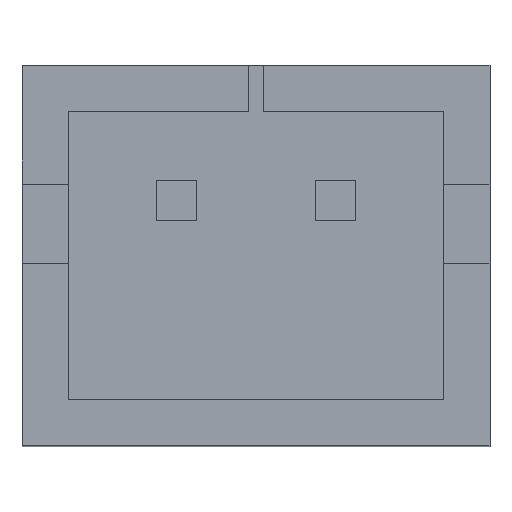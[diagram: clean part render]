
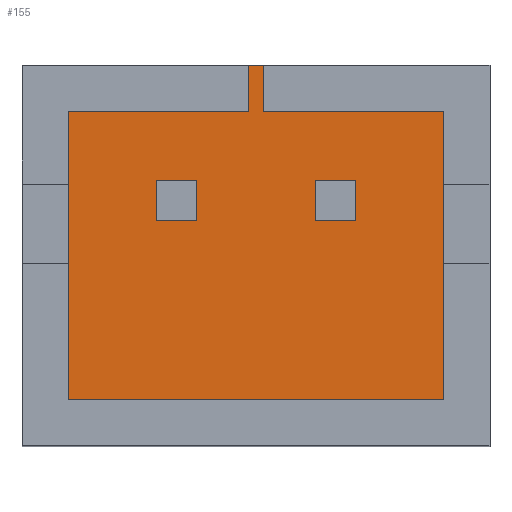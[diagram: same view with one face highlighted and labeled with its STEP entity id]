
A CAD part, top view. The second image highlights one B-rep face of the part: STEP entity #155.
In plain terms, the highlighted planar face has unit normal (0, 0, 1).
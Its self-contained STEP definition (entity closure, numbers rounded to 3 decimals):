
#26 = ORIENTED_EDGE ( 'NONE', *, *, #1192, .T. ) ;
#118 = EDGE_CURVE ( 'NONE', #1654, #261, #1660, .T. ) ;
#122 = CARTESIAN_POINT ( 'NONE',  ( 2.95, -2.4, 2. ) ) ;
#133 = ORIENTED_EDGE ( 'NONE', *, *, #140, .F. ) ;
#140 = EDGE_CURVE ( 'NONE', #261, #1550, #379, .T. ) ;
#147 = CARTESIAN_POINT ( 'NONE',  ( -0.1, 2.401, 2. ) ) ;
#155 = ADVANCED_FACE ( 'NONE', ( #946, #1414 ), #1042, .F. ) ;
#180 = EDGE_CURVE ( 'NONE', #296, #1115, #647, .T. ) ;
#187 = VECTOR ( 'NONE', #1340, 1000. ) ;
#196 = CARTESIAN_POINT ( 'NONE',  ( 2.95, -1.82, 2. ) ) ;
#197 = ORIENTED_EDGE ( 'NONE', *, *, #118, .F. ) ;
#201 = VERTEX_POINT ( 'NONE', #273 ) ;
#207 = EDGE_CURVE ( 'NONE', #1568, #277, #827, .T. ) ;
#209 = VECTOR ( 'NONE', #228, 1000. ) ;
#220 = ORIENTED_EDGE ( 'NONE', *, *, #459, .F. ) ;
#228 = DIRECTION ( 'NONE',  ( -1., 0., 0. ) ) ;
#236 = EDGE_LOOP ( 'NONE', ( #742, #375, #1566, #1282, #1719, #1106, #1594, #1001, #1697, #220, #26, #543 ) ) ;
#246 = CARTESIAN_POINT ( 'NONE',  ( 0.746, -2.4, 2. ) ) ;
#249 = CARTESIAN_POINT ( 'NONE',  ( 2.37, -2.4, 2. ) ) ;
#251 = DIRECTION ( 'NONE',  ( -1., 0., 0. ) ) ;
#261 = VERTEX_POINT ( 'NONE', #269 ) ;
#269 = CARTESIAN_POINT ( 'NONE',  ( 0.746, 0.954, 2. ) ) ;
#273 = CARTESIAN_POINT ( 'NONE',  ( -0.1, 1.82, 2. ) ) ;
#277 = VERTEX_POINT ( 'NONE', #932 ) ;
#278 = VERTEX_POINT ( 'NONE', #937 ) ;
#285 = LINE ( 'NONE', #288, #372 ) ;
#288 = CARTESIAN_POINT ( 'NONE',  ( 1.37, 2.4, 2. ) ) ;
#296 = VERTEX_POINT ( 'NONE', #667 ) ;
#301 = EDGE_CURVE ( 'NONE', #1093, #1306, #1084, .T. ) ;
#312 = CARTESIAN_POINT ( 'NONE',  ( -2.37, -2.4, 2. ) ) ;
#323 = EDGE_CURVE ( 'NONE', #1568, #462, #285, .T. ) ;
#332 = EDGE_CURVE ( 'NONE', #278, #296, #1692, .T. ) ;
#339 = VERTEX_POINT ( 'NONE', #1495 ) ;
#349 = VECTOR ( 'NONE', #858, 1000. ) ;
#372 = VECTOR ( 'NONE', #1227, 1000. ) ;
#375 = ORIENTED_EDGE ( 'NONE', *, *, #323, .F. ) ;
#378 = EDGE_CURVE ( 'NONE', #1550, #412, #663, .T. ) ;
#379 = LINE ( 'NONE', #246, #1305 ) ;
#392 = CARTESIAN_POINT ( 'NONE',  ( 1.254, -2.4, 2. ) ) ;
#406 = DIRECTION ( 'NONE',  ( 0., -1., 0. ) ) ;
#412 = VERTEX_POINT ( 'NONE', #1657 ) ;
#423 = CARTESIAN_POINT ( 'NONE',  ( -1.37, 2.401, 2. ) ) ;
#455 = VECTOR ( 'NONE', #1483, 1000. ) ;
#459 = EDGE_CURVE ( 'NONE', #1410, #1093, #513, .T. ) ;
#462 = VERTEX_POINT ( 'NONE', #1652 ) ;
#483 = VECTOR ( 'NONE', #954, 1000. ) ;
#498 = DIRECTION ( 'NONE',  ( -1., 0., 0. ) ) ;
#513 = LINE ( 'NONE', #1253, #349 ) ;
#527 = CARTESIAN_POINT ( 'NONE',  ( -1.37, 1.82, 2. ) ) ;
#532 = VECTOR ( 'NONE', #999, 1000. ) ;
#543 = ORIENTED_EDGE ( 'NONE', *, *, #1421, .T. ) ;
#552 = CARTESIAN_POINT ( 'NONE',  ( 2.95, 0.446, 2. ) ) ;
#557 = EDGE_CURVE ( 'NONE', #277, #1115, #705, .T. ) ;
#595 = CARTESIAN_POINT ( 'NONE',  ( -1.37, 2.4, 2. ) ) ;
#606 = CARTESIAN_POINT ( 'NONE',  ( -2.37, 2.4, 2. ) ) ;
#646 = CARTESIAN_POINT ( 'NONE',  ( 1.37, 2.4, 2. ) ) ;
#647 = LINE ( 'NONE', #1731, #1346 ) ;
#663 = LINE ( 'NONE', #552, #455 ) ;
#667 = CARTESIAN_POINT ( 'NONE',  ( 0.1, 2.4, 2. ) ) ;
#705 = LINE ( 'NONE', #755, #209 ) ;
#725 = LINE ( 'NONE', #196, #1707 ) ;
#726 = CARTESIAN_POINT ( 'NONE',  ( 0.1, 1.82, 2. ) ) ;
#742 = ORIENTED_EDGE ( 'NONE', *, *, #777, .T. ) ;
#743 = VECTOR ( 'NONE', #1303, 1000. ) ;
#744 = DIRECTION ( 'NONE',  ( 1., 0., 0. ) ) ;
#755 = CARTESIAN_POINT ( 'NONE',  ( 2.95, 1.82, 2. ) ) ;
#777 = EDGE_CURVE ( 'NONE', #1678, #462, #894, .T. ) ;
#808 = DIRECTION ( 'NONE',  ( 0., -1., 0. ) ) ;
#810 = EDGE_CURVE ( 'NONE', #278, #201, #1350, .T. ) ;
#812 = LINE ( 'NONE', #312, #1558 ) ;
#820 = CARTESIAN_POINT ( 'NONE',  ( 0.1, 2.4, 2. ) ) ;
#821 = CARTESIAN_POINT ( 'NONE',  ( 2.37, -1.82, 2. ) ) ;
#827 = LINE ( 'NONE', #1407, #1681 ) ;
#838 = DIRECTION ( 'NONE',  ( 0., -1., 0. ) ) ;
#858 = DIRECTION ( 'NONE',  ( 1., 0., 0. ) ) ;
#894 = LINE ( 'NONE', #249, #743 ) ;
#925 = EDGE_CURVE ( 'NONE', #412, #1654, #1444, .T. ) ;
#932 = CARTESIAN_POINT ( 'NONE',  ( 1.37, 1.82, 2. ) ) ;
#935 = DIRECTION ( 'NONE',  ( 0., 1., 0. ) ) ;
#937 = CARTESIAN_POINT ( 'NONE',  ( -0.1, 2.4, 2. ) ) ;
#941 = AXIS2_PLACEMENT_3D ( 'NONE', #122, #1049, #251 ) ;
#946 = FACE_OUTER_BOUND ( 'NONE', #236, .T. ) ;
#954 = DIRECTION ( 'NONE',  ( 0., -1., 0. ) ) ;
#999 = DIRECTION ( 'NONE',  ( -1., 0., 0. ) ) ;
#1001 = ORIENTED_EDGE ( 'NONE', *, *, #1124, .T. ) ;
#1042 = PLANE ( 'NONE',  #941 ) ;
#1049 = DIRECTION ( 'NONE',  ( 0., 0., -1. ) ) ;
#1074 = CARTESIAN_POINT ( 'NONE',  ( 1.254, 0.954, 2. ) ) ;
#1084 = LINE ( 'NONE', #423, #1333 ) ;
#1093 = VERTEX_POINT ( 'NONE', #595 ) ;
#1106 = ORIENTED_EDGE ( 'NONE', *, *, #332, .F. ) ;
#1115 = VERTEX_POINT ( 'NONE', #726 ) ;
#1124 = EDGE_CURVE ( 'NONE', #201, #1306, #1597, .T. ) ;
#1159 = CARTESIAN_POINT ( 'NONE',  ( 2.95, 0.954, 2. ) ) ;
#1174 = VECTOR ( 'NONE', #498, 1000. ) ;
#1175 = DIRECTION ( 'NONE',  ( 0., -1., 0. ) ) ;
#1192 = EDGE_CURVE ( 'NONE', #1410, #339, #812, .T. ) ;
#1227 = DIRECTION ( 'NONE',  ( 1., 0., 0. ) ) ;
#1253 = CARTESIAN_POINT ( 'NONE',  ( -1.37, 2.4, 2. ) ) ;
#1257 = DIRECTION ( 'NONE',  ( 0., -1., 0. ) ) ;
#1282 = ORIENTED_EDGE ( 'NONE', *, *, #557, .T. ) ;
#1303 = DIRECTION ( 'NONE',  ( 0., 1., 0. ) ) ;
#1305 = VECTOR ( 'NONE', #1175, 1000. ) ;
#1306 = VERTEX_POINT ( 'NONE', #527 ) ;
#1333 = VECTOR ( 'NONE', #838, 1000. ) ;
#1340 = DIRECTION ( 'NONE',  ( 1., 0., 0. ) ) ;
#1346 = VECTOR ( 'NONE', #808, 1000. ) ;
#1350 = LINE ( 'NONE', #147, #483 ) ;
#1384 = CARTESIAN_POINT ( 'NONE',  ( 2.95, 1.82, 2. ) ) ;
#1398 = ORIENTED_EDGE ( 'NONE', *, *, #378, .F. ) ;
#1407 = CARTESIAN_POINT ( 'NONE',  ( 1.37, 2.401, 2. ) ) ;
#1410 = VERTEX_POINT ( 'NONE', #606 ) ;
#1414 = FACE_BOUND ( 'NONE', #1729, .T. ) ;
#1421 = EDGE_CURVE ( 'NONE', #339, #1678, #725, .T. ) ;
#1444 = LINE ( 'NONE', #392, #1487 ) ;
#1483 = DIRECTION ( 'NONE',  ( 1., 0., 0. ) ) ;
#1487 = VECTOR ( 'NONE', #935, 1000. ) ;
#1495 = CARTESIAN_POINT ( 'NONE',  ( -2.37, -1.82, 2. ) ) ;
#1550 = VERTEX_POINT ( 'NONE', #1573 ) ;
#1558 = VECTOR ( 'NONE', #1257, 1000. ) ;
#1566 = ORIENTED_EDGE ( 'NONE', *, *, #207, .T. ) ;
#1568 = VERTEX_POINT ( 'NONE', #646 ) ;
#1573 = CARTESIAN_POINT ( 'NONE',  ( 0.746, 0.446, 2. ) ) ;
#1594 = ORIENTED_EDGE ( 'NONE', *, *, #810, .T. ) ;
#1597 = LINE ( 'NONE', #1384, #532 ) ;
#1652 = CARTESIAN_POINT ( 'NONE',  ( 2.37, 2.4, 2. ) ) ;
#1654 = VERTEX_POINT ( 'NONE', #1074 ) ;
#1657 = CARTESIAN_POINT ( 'NONE',  ( 1.254, 0.446, 2. ) ) ;
#1659 = ORIENTED_EDGE ( 'NONE', *, *, #925, .F. ) ;
#1660 = LINE ( 'NONE', #1159, #1174 ) ;
#1678 = VERTEX_POINT ( 'NONE', #821 ) ;
#1681 = VECTOR ( 'NONE', #406, 1000. ) ;
#1692 = LINE ( 'NONE', #820, #187 ) ;
#1697 = ORIENTED_EDGE ( 'NONE', *, *, #301, .F. ) ;
#1707 = VECTOR ( 'NONE', #744, 1000. ) ;
#1719 = ORIENTED_EDGE ( 'NONE', *, *, #180, .F. ) ;
#1729 = EDGE_LOOP ( 'NONE', ( #133, #197, #1659, #1398 ) ) ;
#1731 = CARTESIAN_POINT ( 'NONE',  ( 0.1, 2.401, 2. ) ) ;
